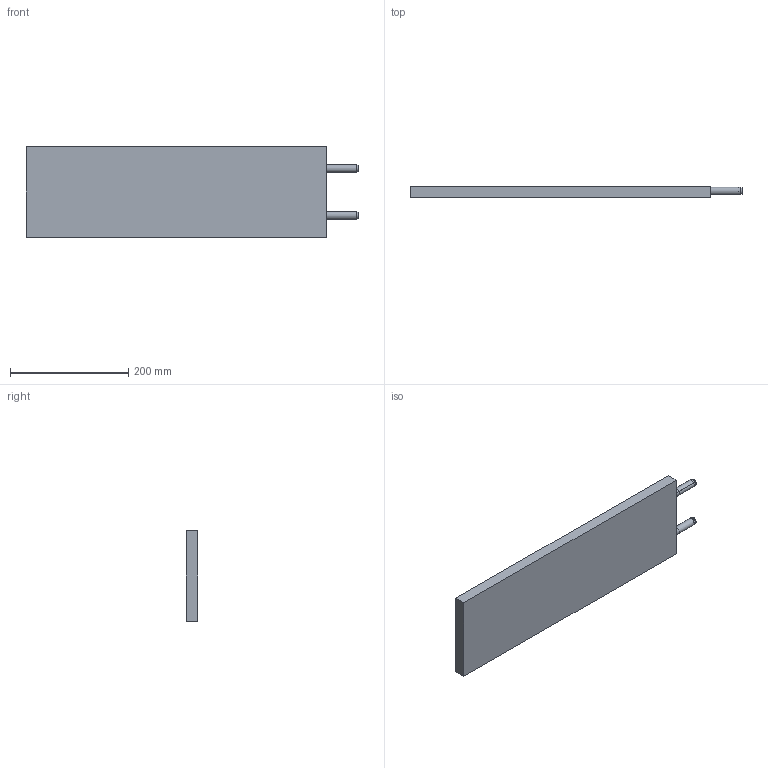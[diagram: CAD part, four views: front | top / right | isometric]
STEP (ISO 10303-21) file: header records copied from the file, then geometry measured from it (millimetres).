
FILE_DESCRIPTION (( 'STEP AP203' ), '1' );
FILE_NAME ('HT-6P-2000.STEP', '2019-05-03T18:05:57', ( '' ), ( '' ), 'SwSTEP 2.0', 'SolidWorks 2018', '' );
FILE_SCHEMA (( 'CONFIG_CONTROL_DESIGN' ));
Length unit declared in the file: inch
Products named in the file (22): ST-CONN-18; HT-SIDEBYSIDE-CONNECTOR; SIDEBYSIDE-FILLER-S; Part3; RT-.5OD-2.0L; ST-INOUT-19; HT-6P-2000; Part4; BP-6P-2000; HT-IN-OUT-ADAPTER-.4OD
Assembly tree (23 placements, depth 2):
  HT-6P-2000
    BP-6P-2000
    HT-SIDEBYSIDE-CONNECTOR
    HT-SIDEBYSIDE-CONNECTOR
    HT-SIDEBYSIDE-CONNECTOR
    ST-CONN-18
    ST-CONN-18
    ST-INOUT-19
    HT-IN-OUT-ADAPTER-.4OD  x2
    HT-SIDEBYSIDE-CONNECTOR
    HT-SIDEBYSIDE-CONNECTOR
    ST-CONN-18
    ST-CONN-18
    ST-INOUT-19
    RT-.5OD-2.0L  x2
    SIDEBYSIDE-FILLER-S
    SIDEBYSIDE-FILLER-S
    SIDEBYSIDE-FILLER-S
    SIDEBYSIDE-FILLER-S
    SIDEBYSIDE-FILLER-S
    Part3
    Part4
Bounding box: 561.34 x 19.05 x 152.4 mm (x, y, z)
Volume: 1219080.4 mm3; surface area: 522597.8 mm2
Topology: 23 solids, 23 shells, 301 faces, 708 edges, 460 vertices
Faces by surface type: plane 247, cylinder 54
Entity records: 11002 total; most frequent: CARTESIAN_POINT 2094, DIRECTION 1306, ORIENTED_EDGE 1300, EDGE_CURVE 650, VECTOR 554, LINE 554, VERTEX_POINT 424, AXIS2_PLACEMENT_3D 376
